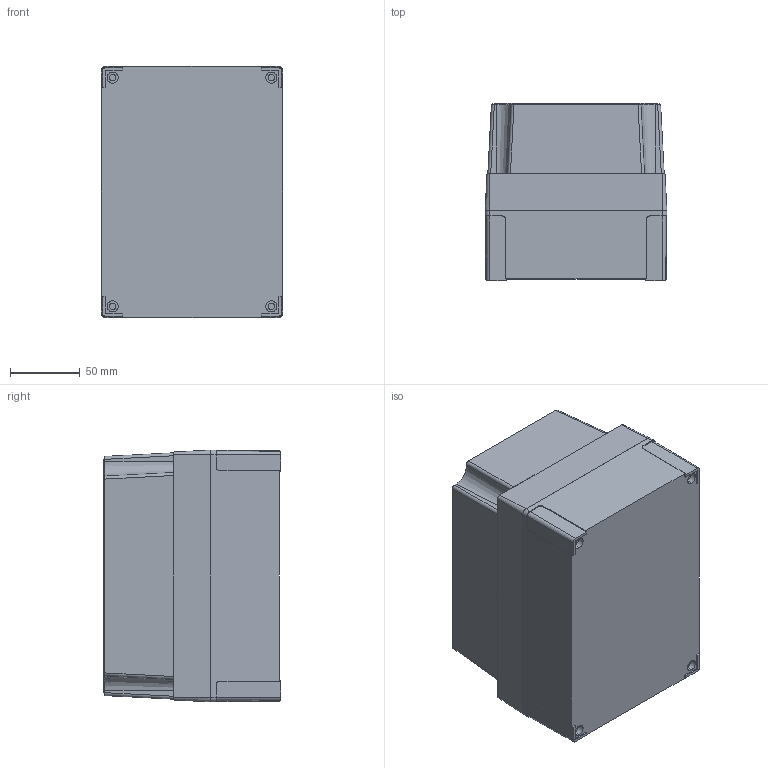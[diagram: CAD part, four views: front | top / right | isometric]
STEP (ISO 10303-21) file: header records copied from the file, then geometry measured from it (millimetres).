
FILE_DESCRIPTION (( 'STEP AP214' ), '1' );
FILE_NAME ('6011316_FIBOX_MNX_PC_150_125_HG.STEP', '2023-02-16T11:26:27', ( '' ), ( '' ), 'SwSTEP 2.0', 'SolidWorks 2021', '' );
FILE_SCHEMA (( 'AUTOMOTIVE_DESIGN' ));
Length unit declared in the file: millimetre
Products named in the file (4): FIBOX_MNX150HB; 6011316_FIBOX_MNX_PC_150_125_HG; FIBOX_MNXSS14551H; FIBOX_MNX15075C
Assembly tree (6 placements, depth 2):
  6011316_FIBOX_MNX_PC_150_125_HG
    FIBOX_MNX150HB
    FIBOX_MNX15075C
    FIBOX_MNXSS14551H  x4
Bounding box: 130.1 x 126.6 x 180.1 mm (x, y, z)
Volume: 358921.5 mm3; surface area: 248480.8 mm2
Topology: 6 solids, 6 shells, 521 faces, 1310 edges, 865 vertices
Faces by surface type: plane 315, cylinder 160, cone 44, bspline 2
Entity records: 15759 total; most frequent: CARTESIAN_POINT 4894, DIRECTION 2243, ORIENTED_EDGE 2212, EDGE_CURVE 1106, AXIS2_PLACEMENT_3D 792, VERTEX_POINT 733, VECTOR 659, LINE 659
